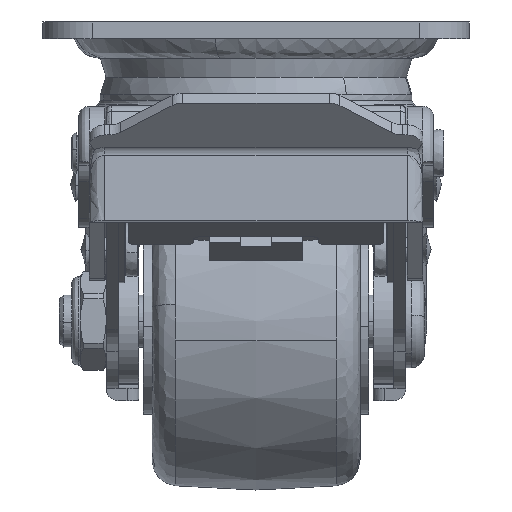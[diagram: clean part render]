
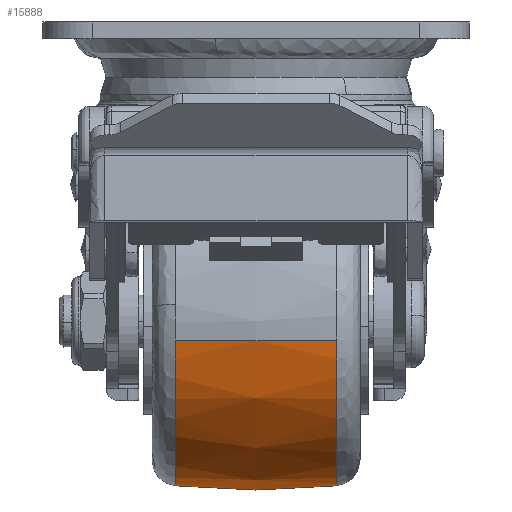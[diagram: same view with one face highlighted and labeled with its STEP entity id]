
A CAD part, left-side view. The second image highlights one B-rep face of the part: STEP entity #15888.
In plain terms, the highlighted free-form (B-spline) face has degree [2, 2] with [3, 5] control points.
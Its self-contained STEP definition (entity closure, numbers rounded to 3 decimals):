
#15384=CARTESIAN_POINT('',(0.0,15.517,-89.195));
#15385=VERTEX_POINT('',#15384);
#15399=CARTESIAN_POINT('',(-31.483,15.517,-61.16));
#15400=VERTEX_POINT('',#15399);
#15401=CARTESIAN_POINT('',(0.0,15.517,-89.195));
#15402=CARTESIAN_POINT('',(-28.224,15.517,-89.195));
#15403=CARTESIAN_POINT('',(-31.483,15.517,-61.16));
#15411=(BOUNDED_CURVE()B_SPLINE_CURVE(2,(#15401,#15402,#15403),.UNSPECIFIED.,.F.,.U.)B_SPLINE_CURVE_WITH_KNOTS((3,3),(0.5,0.73),.UNSPECIFIED.)CURVE()GEOMETRIC_REPRESENTATION_ITEM()RATIONAL_B_SPLINE_CURVE((1.0,0.731,0.957))REPRESENTATION_ITEM(''));
#15412=EDGE_CURVE('',#15385,#15400,#15411,.T.);
#15595=CARTESIAN_POINT('',(0.0,-15.517,-89.195));
#15596=VERTEX_POINT('',#15595);
#15702=CARTESIAN_POINT('',(-31.483,-15.517,-61.16));
#15703=VERTEX_POINT('',#15702);
#15719=CARTESIAN_POINT('',(0.0,-15.517,-89.195));
#15720=CARTESIAN_POINT('',(-28.224,-15.517,-89.195));
#15721=CARTESIAN_POINT('',(-31.483,-15.517,-61.16));
#15729=(BOUNDED_CURVE()B_SPLINE_CURVE(2,(#15719,#15720,#15721),.UNSPECIFIED.,.F.,.U.)B_SPLINE_CURVE_WITH_KNOTS((3,3),(0.5,0.73),.UNSPECIFIED.)CURVE()GEOMETRIC_REPRESENTATION_ITEM()RATIONAL_B_SPLINE_CURVE((1.0,0.731,0.957))REPRESENTATION_ITEM(''));
#15730=EDGE_CURVE('',#15596,#15703,#15729,.T.);
#15824=CARTESIAN_POINT('',(-31.483,15.517,-61.16));
#15825=CARTESIAN_POINT('',(-33.086,0.,-61.346));
#15826=CARTESIAN_POINT('',(-31.483,-15.517,-61.16));
#15834=(BOUNDED_CURVE()B_SPLINE_CURVE(2,(#15824,#15825,#15826),.UNSPECIFIED.,.F.,.U.)B_SPLINE_CURVE_WITH_KNOTS((3,3),(0.426,0.574),.UNSPECIFIED.)CURVE()GEOMETRIC_REPRESENTATION_ITEM()RATIONAL_B_SPLINE_CURVE((0.856,0.851,0.856))REPRESENTATION_ITEM(''));
#15835=EDGE_CURVE('',#15400,#15703,#15834,.T.);
#15841=CARTESIAN_POINT('',(0.0,15.517,-89.195));
#15842=CARTESIAN_POINT('',(0.0,0.,-90.809));
#15843=CARTESIAN_POINT('',(0.0,-15.517,-89.195));
#15851=(BOUNDED_CURVE()B_SPLINE_CURVE(2,(#15841,#15842,#15843),.UNSPECIFIED.,.F.,.U.)B_SPLINE_CURVE_WITH_KNOTS((3,3),(0.426,0.574),.UNSPECIFIED.)CURVE()GEOMETRIC_REPRESENTATION_ITEM()RATIONAL_B_SPLINE_CURVE((0.894,0.889,0.894))REPRESENTATION_ITEM(''));
#15852=EDGE_CURVE('',#15385,#15596,#15851,.T.);
#15859=CARTESIAN_POINT('',(0.205,17.058,-89.027));
#15860=CARTESIAN_POINT('',(0.217,0.,-90.979));
#15861=CARTESIAN_POINT('',(0.205,-17.058,-89.027));
#15862=CARTESIAN_POINT('',(0.102,17.058,-89.027));
#15863=CARTESIAN_POINT('',(0.109,0.,-90.979));
#15864=CARTESIAN_POINT('',(0.102,-17.058,-89.027));
#15865=CARTESIAN_POINT('',(-28.074,17.058,-89.027));
#15866=CARTESIAN_POINT('',(-29.813,0.,-90.979));
#15867=CARTESIAN_POINT('',(-28.074,-17.058,-89.027));
#15868=CARTESIAN_POINT('',(-31.328,17.058,-61.034));
#15869=CARTESIAN_POINT('',(-33.269,0.,-61.253));
#15870=CARTESIAN_POINT('',(-31.328,-17.058,-61.034));
#15871=CARTESIAN_POINT('',(-31.341,17.058,-60.928));
#15872=CARTESIAN_POINT('',(-33.282,0.,-61.14));
#15873=CARTESIAN_POINT('',(-31.341,-17.058,-60.928));
#15881=(BOUNDED_SURFACE()B_SPLINE_SURFACE(2,2,((#15859,#15862,#15865,#15868,#15871),(#15860,#15863,#15866,#15869,#15872),(#15861,#15864,#15867,#15870,#15873)),.UNSPECIFIED.,.F.,.F.,.U.)B_SPLINE_SURFACE_WITH_KNOTS((3,3),(3,1,1,3),(0.0,34.227),(0.0,0.247,49.733,49.981),.UNSPECIFIED.)GEOMETRIC_REPRESENTATION_ITEM()RATIONAL_B_SPLINE_SURFACE(((0.897,0.896,0.654,0.857,0.858),(0.891,0.89,0.649,0.851,0.852),(0.897,0.896,0.654,0.857,0.858)))REPRESENTATION_ITEM('')SURFACE());
#15882=ORIENTED_EDGE('',*,*,#15412,.F.);
#15883=ORIENTED_EDGE('',*,*,#15852,.T.);
#15884=ORIENTED_EDGE('',*,*,#15730,.T.);
#15885=ORIENTED_EDGE('',*,*,#15835,.F.);
#15886=EDGE_LOOP('',(#15882,#15883,#15884,#15885));
#15887=FACE_OUTER_BOUND('',#15886,.T.);
#15888=ADVANCED_FACE('',(#15887),#15881,.T.);
